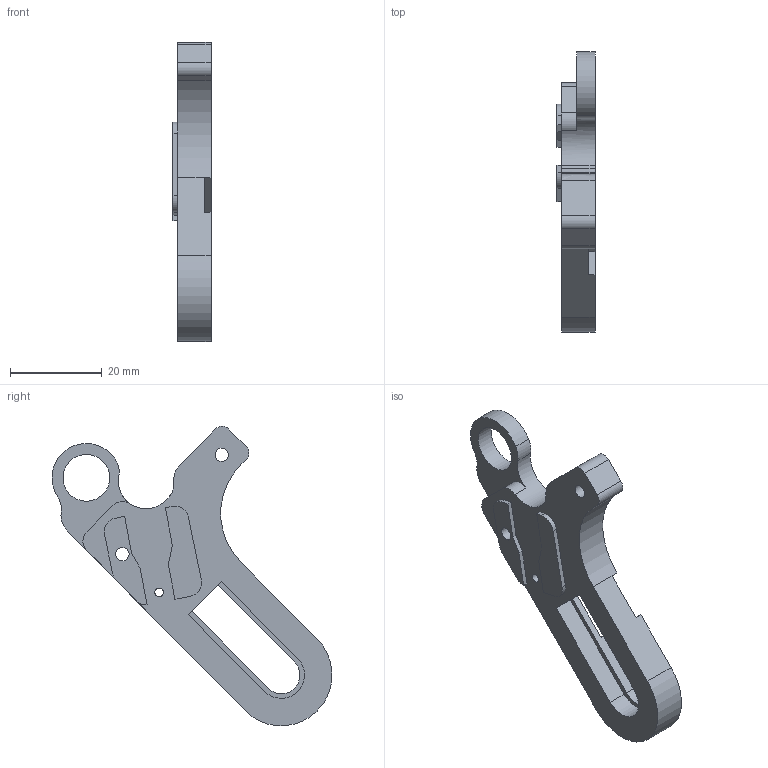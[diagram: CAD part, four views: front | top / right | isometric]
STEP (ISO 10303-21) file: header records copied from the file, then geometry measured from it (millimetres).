
FILE_DESCRIPTION(/* description */ (''),/* implementation_level */ '2;1');
FILE_NAME(/* name */ 'cutterArm.stp',/* time_stamp */ '2025-02-12T20:23:10+09:00',/* author */ (''),/* organization */ (''),/* preprocessor_version */ 'ST-DEVELOPER v19.3',/* originating_system */ 'SIEMENS PLM Software NX2212.3001',/* authorisation */ '');
FILE_SCHEMA (('AUTOMOTIVE_DESIGN { 1 0 10303 214 3 1 1 1 }'));
Length unit declared in the file: millimetre
Products named in the file (1): ServoTiltArm_objects
Bounding box: 8.32 x 61.01 x 65.27 mm (x, y, z)
Volume: 9523.4 mm3; surface area: 5239.7 mm2
Topology: 1 solids, 1 shells, 59 faces, 172 edges, 115 vertices
Faces by surface type: plane 34, cylinder 23, bspline 2
Full cylindrical faces by diameter (mm): 1.9 x1, 2.9 x2, 10.2 x1
Entity records: 2081 total; most frequent: CARTESIAN_POINT 388, ORIENTED_EDGE 332, DIRECTION 328, EDGE_CURVE 166, VERTEX_POINT 113, LINE 110, VECTOR 110, AXIS2_PLACEMENT_3D 109
